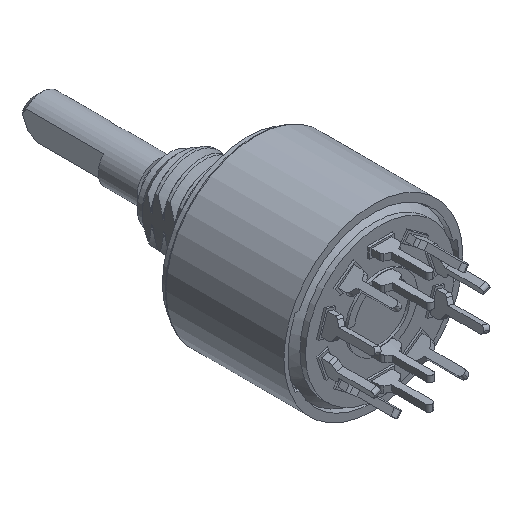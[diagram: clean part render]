
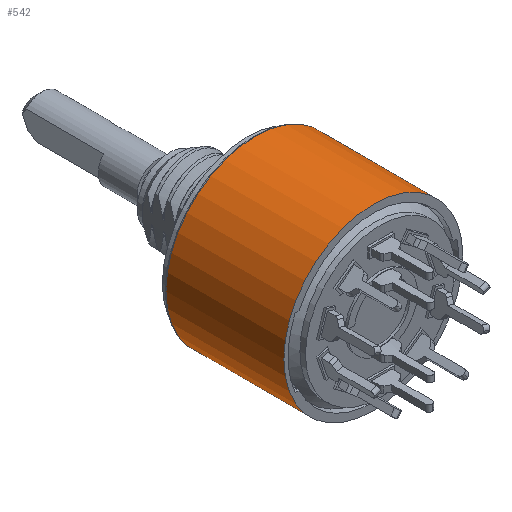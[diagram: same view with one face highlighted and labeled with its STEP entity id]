
A CAD part, isometric view. The second image highlights one B-rep face of the part: STEP entity #542.
In plain terms, the highlighted cylindrical face has radius 6.744 mm (diameter 13.487 mm), a full revolution.
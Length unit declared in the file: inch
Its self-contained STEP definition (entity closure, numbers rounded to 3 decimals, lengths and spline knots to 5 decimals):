
#542 = ADVANCED_FACE( '', ( #1701, #1702 ), #1703, .T. );
#1701 = FACE_OUTER_BOUND( '', #4347, .T. );
#1702 = FACE_OUTER_BOUND( '', #4348, .T. );
#1703 = CYLINDRICAL_SURFACE( '', #4349, 0.2655 );
#4347 = EDGE_LOOP( '', ( #8794 ) );
#4348 = EDGE_LOOP( '', ( #8795 ) );
#4349 = AXIS2_PLACEMENT_3D( '', #8796, #8797, #8798 );
#8794 = ORIENTED_EDGE( '', *, *, #10056, .F. );
#8795 = ORIENTED_EDGE( '', *, *, #11527, .T. );
#8796 = CARTESIAN_POINT( '', ( 0., 0.305, 0. ) );
#8797 = DIRECTION( '', ( 0., 1., 0. ) );
#8798 = DIRECTION( '', ( 1., 0., 0. ) );
#10056 = EDGE_CURVE( '', #11866, #11866, #11867, .T. );
#11527 = EDGE_CURVE( '', #14317, #14317, #14318, .T. );
#11866 = VERTEX_POINT( '', #15267 );
#11867 = CIRCLE( '', #15268, 0.2655 );
#14317 = VERTEX_POINT( '', #19926 );
#14318 = CIRCLE( '', #19927, 0.2655 );
#15267 = CARTESIAN_POINT( '', ( 0.2655, 0.3, 0. ) );
#15268 = AXIS2_PLACEMENT_3D( '', #20270, #20271, #20272 );
#19926 = CARTESIAN_POINT( '', ( -0.2655, -0.05, 0. ) );
#19927 = AXIS2_PLACEMENT_3D( '', #22229, #22230, #22231 );
#20270 = CARTESIAN_POINT( '', ( 0., 0.3, 0. ) );
#20271 = DIRECTION( '', ( 0., 1., 0. ) );
#20272 = DIRECTION( '', ( 1., 0., 0. ) );
#22229 = CARTESIAN_POINT( '', ( 0., -0.05, 0. ) );
#22230 = DIRECTION( '', ( 0., 1., 0. ) );
#22231 = DIRECTION( '', ( -1., 0., 0. ) );
